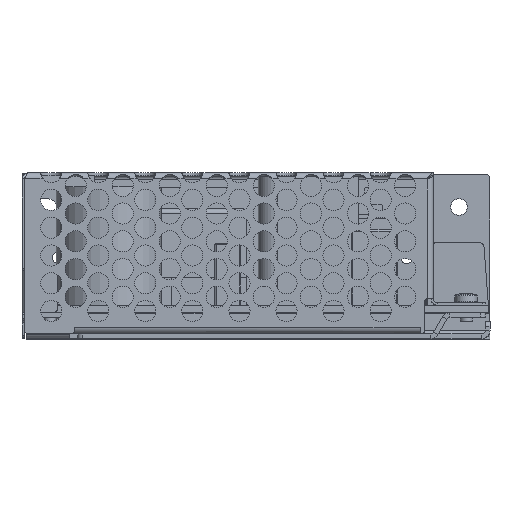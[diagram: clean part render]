
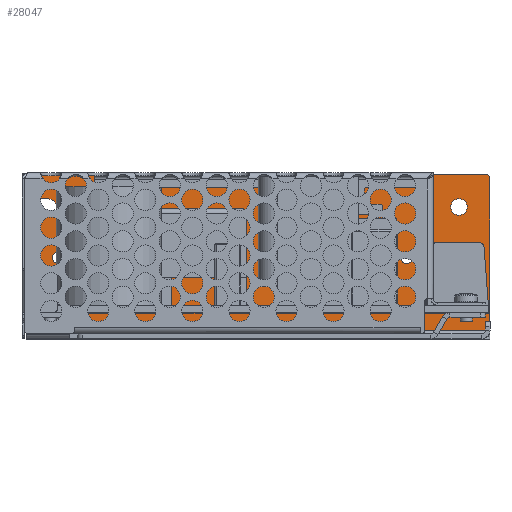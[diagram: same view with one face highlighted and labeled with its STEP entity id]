
A CAD part, top view. The second image highlights one B-rep face of the part: STEP entity #28047.
In plain terms, the highlighted planar face has unit normal (0, 0, 1).
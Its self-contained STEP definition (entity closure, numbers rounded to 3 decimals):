
#119 = VERTEX_POINT ( 'NONE', #10604 ) ;
#444 = DIRECTION ( 'NONE',  ( 1., 0., 0. ) ) ;
#478 = CIRCLE ( 'NONE', #6341, 1.25 ) ;
#787 = CARTESIAN_POINT ( 'NONE',  ( -49.3, 34.1, -39.5 ) ) ;
#898 = EDGE_CURVE ( 'NONE', #4758, #39383, #23918, .T. ) ;
#1709 = CARTESIAN_POINT ( 'NONE',  ( -42.4, 16.3, -39.5 ) ) ;
#1992 = CARTESIAN_POINT ( 'NONE',  ( 0., 0., -39.5 ) ) ;
#2048 = CIRCLE ( 'NONE', #4297, 1.75 ) ;
#2156 = CARTESIAN_POINT ( 'NONE',  ( -49.3, 28.8, -39.5 ) ) ;
#2189 = VERTEX_POINT ( 'NONE', #26500 ) ;
#2698 = VECTOR ( 'NONE', #26007, 1000. ) ;
#2722 = CIRCLE ( 'NONE', #16916, 1. ) ;
#2732 = CARTESIAN_POINT ( 'NONE',  ( 42.7, 27.1, -39.5 ) ) ;
#3617 = CARTESIAN_POINT ( 'NONE',  ( -49.3, 25.3, -39.5 ) ) ;
#3807 = VECTOR ( 'NONE', #11339, 1000. ) ;
#4105 = EDGE_CURVE ( 'NONE', #25558, #14536, #36017, .T. ) ;
#4297 = AXIS2_PLACEMENT_3D ( 'NONE', #2732, #28901, #6497 ) ;
#4758 = VERTEX_POINT ( 'NONE', #37886 ) ;
#5215 = DIRECTION ( 'NONE',  ( 0., -1., 0. ) ) ;
#5459 = DIRECTION ( 'NONE',  ( 0., -1., 0. ) ) ;
#5622 = CARTESIAN_POINT ( 'NONE',  ( 31.6, 16.3, -39.5 ) ) ;
#5626 = VECTOR ( 'NONE', #5215, 1000. ) ;
#6292 = ORIENTED_EDGE ( 'NONE', *, *, #44456, .T. ) ;
#6341 = AXIS2_PLACEMENT_3D ( 'NONE', #1709, #27873, #5459 ) ;
#6497 = DIRECTION ( 'NONE',  ( 0., 1., 0. ) ) ;
#6731 = EDGE_CURVE ( 'NONE', #13731, #33271, #14100, .T. ) ;
#7440 = CARTESIAN_POINT ( 'NONE',  ( 31.6, 15.05, -39.5 ) ) ;
#7500 = LINE ( 'NONE', #787, #28576 ) ;
#8115 = EDGE_CURVE ( 'NONE', #12131, #13731, #45878, .T. ) ;
#8319 = EDGE_CURVE ( 'NONE', #13603, #4758, #31302, .T. ) ;
#8738 = ORIENTED_EDGE ( 'NONE', *, *, #34291, .F. ) ;
#8930 = CARTESIAN_POINT ( 'NONE',  ( 49.3, 33.1, -39.5 ) ) ;
#9128 = DIRECTION ( 'NONE',  ( 0., 0., -1. ) ) ;
#9405 = DIRECTION ( 'NONE',  ( 0., -1., 0. ) ) ;
#9724 = CARTESIAN_POINT ( 'NONE',  ( -42.4, 15.05, -39.5 ) ) ;
#9899 = ORIENTED_EDGE ( 'NONE', *, *, #32723, .F. ) ;
#10289 = AXIS2_PLACEMENT_3D ( 'NONE', #1992, #13294, #39430 ) ;
#10539 = ORIENTED_EDGE ( 'NONE', *, *, #8115, .T. ) ;
#10604 = CARTESIAN_POINT ( 'NONE',  ( -49.3, 33.1, -39.5 ) ) ;
#11339 = DIRECTION ( 'NONE',  ( -1., 0., 0. ) ) ;
#11341 = AXIS2_PLACEMENT_3D ( 'NONE', #44034, #21628, #47752 ) ;
#11606 = CARTESIAN_POINT ( 'NONE',  ( 49.3, 34.1, -39.5 ) ) ;
#11913 = AXIS2_PLACEMENT_3D ( 'NONE', #5622, #31763, #9405 ) ;
#12131 = VERTEX_POINT ( 'NONE', #45491 ) ;
#12940 = DIRECTION ( 'NONE',  ( 0., 1., 0. ) ) ;
#13086 = CIRCLE ( 'NONE', #20080, 1. ) ;
#13294 = DIRECTION ( 'NONE',  ( 0., 0., 1. ) ) ;
#13603 = VERTEX_POINT ( 'NONE', #40769 ) ;
#13731 = VERTEX_POINT ( 'NONE', #41229 ) ;
#14100 = CIRCLE ( 'NONE', #24192, 1.75 ) ;
#14536 = VERTEX_POINT ( 'NONE', #24323 ) ;
#14998 = CARTESIAN_POINT ( 'NONE',  ( -49.3, 28.8, -39.5 ) ) ;
#15522 = DIRECTION ( 'NONE',  ( 0., 1., 0. ) ) ;
#16916 = AXIS2_PLACEMENT_3D ( 'NONE', #43965, #21562, #47685 ) ;
#17534 = EDGE_LOOP ( 'NONE', ( #10539, #33838, #26497, #43771, #39425, #35964, #6292, #28980, #29995, #8738, #29898 ) ) ;
#18334 = EDGE_LOOP ( 'NONE', ( #9899 ) ) ;
#19016 = EDGE_CURVE ( 'NONE', #33271, #39383, #30519, .T. ) ;
#19686 = CARTESIAN_POINT ( 'NONE',  ( 48.3, 33.1, -39.5 ) ) ;
#19940 = EDGE_CURVE ( 'NONE', #42187, #42187, #25555, .T. ) ;
#20080 = AXIS2_PLACEMENT_3D ( 'NONE', #19686, #45834, #23452 ) ;
#20267 = CARTESIAN_POINT ( 'NONE',  ( 49.3, 0., -39.5 ) ) ;
#21562 = DIRECTION ( 'NONE',  ( 0., 0., 1. ) ) ;
#21628 = DIRECTION ( 'NONE',  ( 0., 0., -1. ) ) ;
#22043 = FACE_BOUND ( 'NONE', #18334, .T. ) ;
#23197 = FACE_OUTER_BOUND ( 'NONE', #17534, .T. ) ;
#23452 = DIRECTION ( 'NONE',  ( 0., -1., 0. ) ) ;
#23918 = LINE ( 'NONE', #42848, #35023 ) ;
#24192 = AXIS2_PLACEMENT_3D ( 'NONE', #31500, #9128, #35262 ) ;
#24323 = CARTESIAN_POINT ( 'NONE',  ( 48.3, 34.1, -39.5 ) ) ;
#24437 = EDGE_LOOP ( 'NONE', ( #26490 ) ) ;
#24463 = CARTESIAN_POINT ( 'NONE',  ( -48.3, 34.1, -39.5 ) ) ;
#25544 = LINE ( 'NONE', #20267, #5626 ) ;
#25555 = CIRCLE ( 'NONE', #11913, 1.25 ) ;
#25558 = VERTEX_POINT ( 'NONE', #24463 ) ;
#26007 = DIRECTION ( 'NONE',  ( -1., 0., 0. ) ) ;
#26490 = ORIENTED_EDGE ( 'NONE', *, *, #19940, .F. ) ;
#26497 = ORIENTED_EDGE ( 'NONE', *, *, #19016, .T. ) ;
#26500 = CARTESIAN_POINT ( 'NONE',  ( 42.7, 28.85, -39.5 ) ) ;
#27235 = VECTOR ( 'NONE', #444, 1000. ) ;
#27873 = DIRECTION ( 'NONE',  ( 0., 0., 1. ) ) ;
#28047 = ADVANCED_FACE ( 'NONE', ( #23197, #31992, #22043, #41922 ), #35680, .T. ) ;
#28477 = EDGE_CURVE ( 'NONE', #30812, #13603, #25544, .T. ) ;
#28576 = VECTOR ( 'NONE', #15522, 1000. ) ;
#28660 = VERTEX_POINT ( 'NONE', #9724 ) ;
#28901 = DIRECTION ( 'NONE',  ( 0., 0., -1. ) ) ;
#28980 = ORIENTED_EDGE ( 'NONE', *, *, #4105, .F. ) ;
#29061 = VECTOR ( 'NONE', #32083, 1000. ) ;
#29898 = ORIENTED_EDGE ( 'NONE', *, *, #45835, .T. ) ;
#29995 = ORIENTED_EDGE ( 'NONE', *, *, #35610, .T. ) ;
#30519 = LINE ( 'NONE', #3617, #2698 ) ;
#30598 = ORIENTED_EDGE ( 'NONE', *, *, #43167, .T. ) ;
#30812 = VERTEX_POINT ( 'NONE', #8930 ) ;
#31042 = CARTESIAN_POINT ( 'NONE',  ( -49.3, 25.3, -39.5 ) ) ;
#31302 = LINE ( 'NONE', #44833, #3807 ) ;
#31500 = CARTESIAN_POINT ( 'NONE',  ( -44.55, 27.05, -39.5 ) ) ;
#31763 = DIRECTION ( 'NONE',  ( 0., 0., 1. ) ) ;
#31992 = FACE_BOUND ( 'NONE', #37511, .T. ) ;
#32083 = DIRECTION ( 'NONE',  ( 1., 0., 0. ) ) ;
#32723 = EDGE_CURVE ( 'NONE', #28660, #28660, #478, .T. ) ;
#33271 = VERTEX_POINT ( 'NONE', #36763 ) ;
#33838 = ORIENTED_EDGE ( 'NONE', *, *, #6731, .T. ) ;
#34291 = EDGE_CURVE ( 'NONE', #48534, #119, #7500, .T. ) ;
#35023 = VECTOR ( 'NONE', #12940, 1000. ) ;
#35262 = DIRECTION ( 'NONE',  ( 0., -1., 0. ) ) ;
#35610 = EDGE_CURVE ( 'NONE', #25558, #119, #2722, .T. ) ;
#35680 = PLANE ( 'NONE',  #10289 ) ;
#35964 = ORIENTED_EDGE ( 'NONE', *, *, #28477, .F. ) ;
#36017 = LINE ( 'NONE', #11606, #27235 ) ;
#36763 = CARTESIAN_POINT ( 'NONE',  ( -44.55, 25.3, -39.5 ) ) ;
#37511 = EDGE_LOOP ( 'NONE', ( #30598 ) ) ;
#37803 = LINE ( 'NONE', #2156, #29061 ) ;
#37886 = CARTESIAN_POINT ( 'NONE',  ( -49.3, 0.8, -39.5 ) ) ;
#39383 = VERTEX_POINT ( 'NONE', #31042 ) ;
#39425 = ORIENTED_EDGE ( 'NONE', *, *, #8319, .F. ) ;
#39430 = DIRECTION ( 'NONE',  ( 0., -1., 0. ) ) ;
#40769 = CARTESIAN_POINT ( 'NONE',  ( 49.3, 0.8, -39.5 ) ) ;
#41229 = CARTESIAN_POINT ( 'NONE',  ( -42.8, 27.05, -39.5 ) ) ;
#41922 = FACE_BOUND ( 'NONE', #24437, .T. ) ;
#42187 = VERTEX_POINT ( 'NONE', #7440 ) ;
#42848 = CARTESIAN_POINT ( 'NONE',  ( -49.3, 34.1, -39.5 ) ) ;
#43167 = EDGE_CURVE ( 'NONE', #2189, #2189, #2048, .T. ) ;
#43771 = ORIENTED_EDGE ( 'NONE', *, *, #898, .F. ) ;
#43965 = CARTESIAN_POINT ( 'NONE',  ( -48.3, 33.1, -39.5 ) ) ;
#44034 = CARTESIAN_POINT ( 'NONE',  ( -44.55, 27.05, -39.5 ) ) ;
#44456 = EDGE_CURVE ( 'NONE', #30812, #14536, #13086, .T. ) ;
#44833 = CARTESIAN_POINT ( 'NONE',  ( 49.3, 0.8, -39.5 ) ) ;
#45491 = CARTESIAN_POINT ( 'NONE',  ( -44.55, 28.8, -39.5 ) ) ;
#45834 = DIRECTION ( 'NONE',  ( 0., 0., 1. ) ) ;
#45835 = EDGE_CURVE ( 'NONE', #48534, #12131, #37803, .T. ) ;
#45878 = CIRCLE ( 'NONE', #11341, 1.75 ) ;
#47685 = DIRECTION ( 'NONE',  ( 0., -1., 0. ) ) ;
#47752 = DIRECTION ( 'NONE',  ( 0., -1., 0. ) ) ;
#48534 = VERTEX_POINT ( 'NONE', #14998 ) ;
